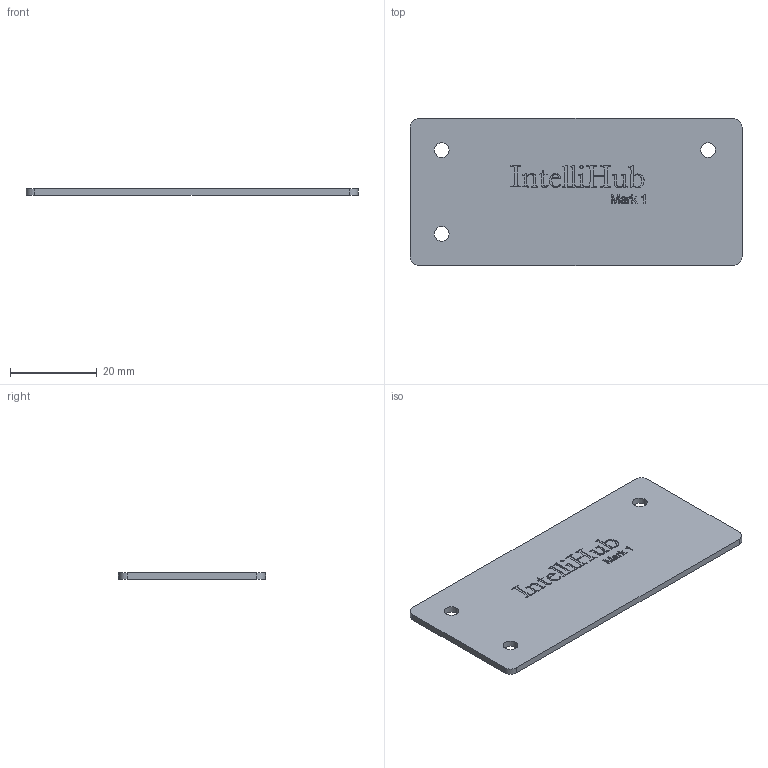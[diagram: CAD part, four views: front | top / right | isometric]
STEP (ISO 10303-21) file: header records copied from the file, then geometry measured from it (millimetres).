
FILE_DESCRIPTION(/* description */ (''),/* implementation_level */ '2;1');
FILE_NAME(/* name */ 'Top.step',/* time_stamp */ '2025-07-21T18:38:26-07:00',/* author */ (''),/* organization */ (''),/* preprocessor_version */ 'ST-DEVELOPER v20.1',/* originating_system */ 'Autodesk Translation Framework v14.10.0.0',/* authorisation */ '');
FILE_SCHEMA (('AUTOMOTIVE_DESIGN { 1 0 10303 214 3 1 1 }'));
Length unit declared in the file: millimetre
Products named in the file (1): 2025-07-21-18-24-48-045
Bounding box: 76.58 x 33.91 x 1.5 mm (x, y, z)
Volume: 3840.2 mm3; surface area: 5553.2 mm2
Topology: 1 solids, 1 shells, 403 faces, 1146 edges, 764 vertices
Faces by surface type: bspline 220, plane 176, cylinder 7
Full cylindrical faces by diameter (mm): 3.4 x3
Entity records: 15079 total; most frequent: CARTESIAN_POINT 6054, ORIENTED_EDGE 2292, EDGE_CURVE 1146, DIRECTION 1088, VERTEX_POINT 764, LINE 692, VECTOR 692, B_SPLINE_CURVE_WITH_KNOTS 440
